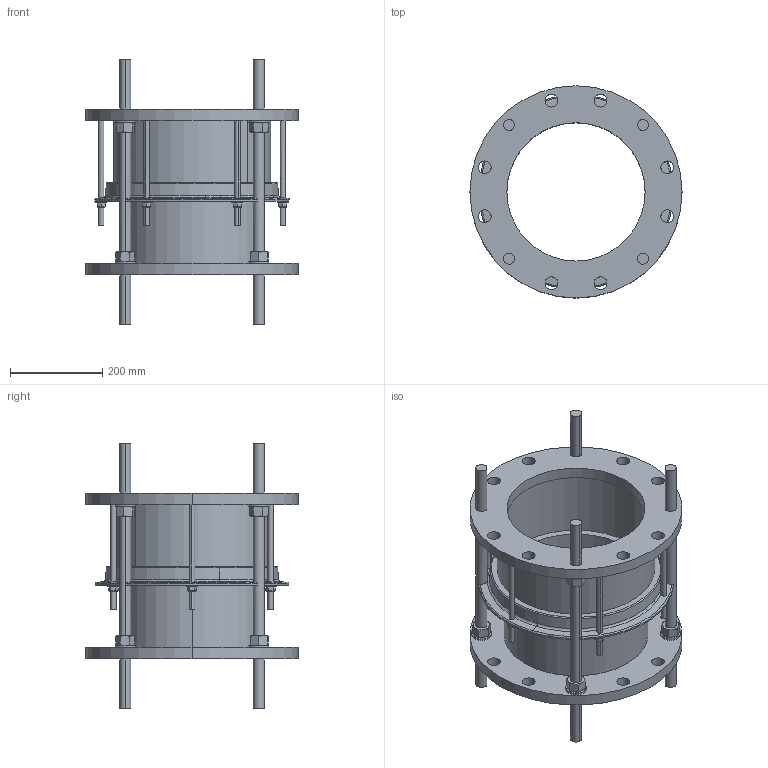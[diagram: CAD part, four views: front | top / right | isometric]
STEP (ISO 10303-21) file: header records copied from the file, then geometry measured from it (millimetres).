
FILE_DESCRIPTION (( 'STEP AP203' ), '1' );
FILE_NAME ('O_265_30_DN300_step.STEP', '2015-06-04T03:57:12', ( '' ), ( '' ), 'SwSTEP 2.0', 'SolidWorks 2012', '' );
FILE_SCHEMA (( 'CONFIG_CONTROL_DESIGN' ));
Length unit declared in the file: millimetre
Products named in the file (1): O_265_30_DN300_step
Bounding box: 460 x 460 x 575 mm (x, y, z)
Volume: 8966594.8 mm3; surface area: 1466850.5 mm2
Topology: 1 solids, 1 shells, 412 faces, 1006 edges, 630 vertices
Faces by surface type: plane 182, cylinder 145, cone 76, torus 9
Entity records: 14132 total; most frequent: CARTESIAN_POINT 4357, DIRECTION 2013, ORIENTED_EDGE 2012, EDGE_CURVE 1006, AXIS2_PLACEMENT_3D 826, VERTEX_POINT 630, EDGE_LOOP 508, CIRCLE 413
